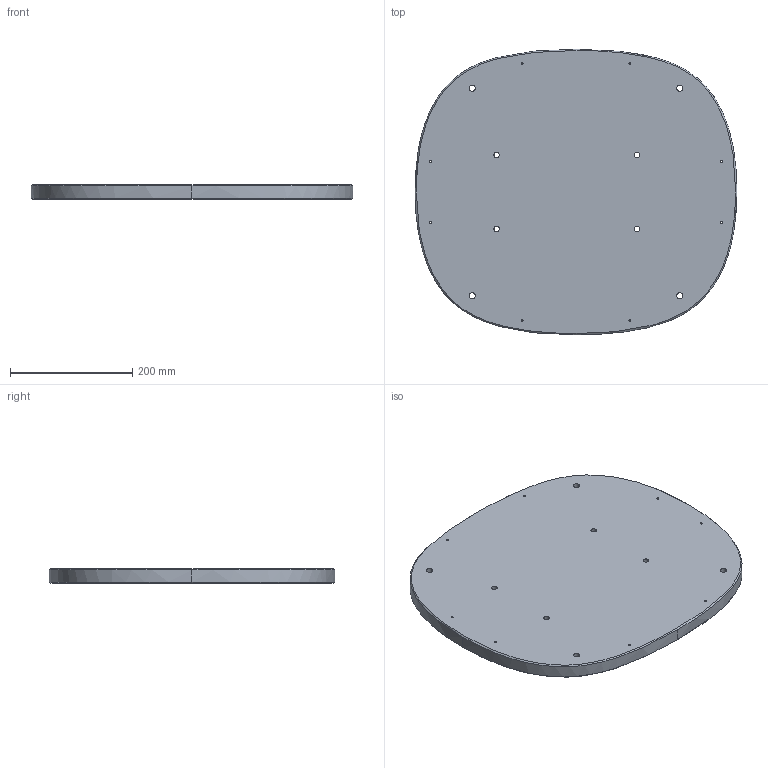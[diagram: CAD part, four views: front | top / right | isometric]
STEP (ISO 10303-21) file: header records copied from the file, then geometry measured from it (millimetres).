
FILE_DESCRIPTION (( 'STEP AP203' ), '1' );
FILE_NAME ('MS001-B.02.005JS.1.1 汔蔥蕾翐菁啣.step', '2021-08-27T10:50:54', ( 'Windows User' ), ( 'P R C' ), 'SwSTEP 2.0', 'SolidWorks 2016', '' );
FILE_SCHEMA (( 'CONFIG_CONTROL_DESIGN' ));
Length unit declared in the file: millimetre
Products named in the file (1): MS001-B.02.005JS.1.1 汔蔥蕾翐菁啣
Bounding box: 526.75 x 467.24 x 24 mm (x, y, z)
Volume: 5025871.6 mm3; surface area: 463610.1 mm2
Topology: 1 solids, 1 shells, 58 faces, 148 edges, 96 vertices
Faces by surface type: cylinder 40, bspline 12, plane 6
Entity records: 7438 total; most frequent: CARTESIAN_POINT 5896, DIRECTION 298, ORIENTED_EDGE 296, EDGE_CURVE 148, AXIS2_PLACEMENT_3D 127, VERTEX_POINT 96, EDGE_LOOP 94, CIRCLE 80
